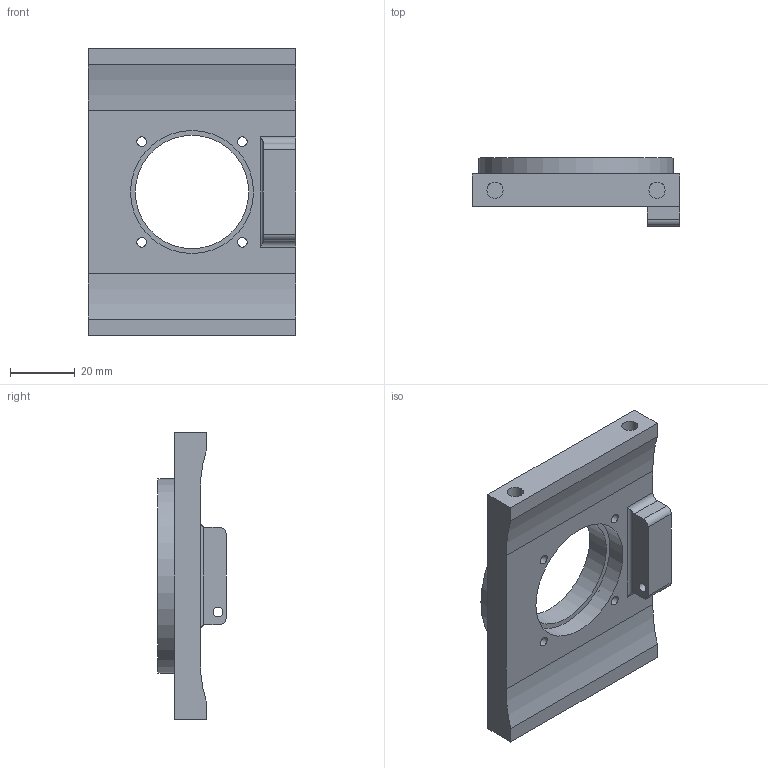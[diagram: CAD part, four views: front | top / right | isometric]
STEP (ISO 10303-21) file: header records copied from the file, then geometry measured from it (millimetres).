
FILE_DESCRIPTION(/* description */ (''),/* implementation_level */ '2;1');
FILE_NAME(/* name */ 'Nosilec_mot_lite.stp',/* time_stamp */ '2021-10-28T09:52:52+02:00',/* author */ ('Teo'),/* organization */ (''),/* preprocessor_version */ 'ST-DEVELOPER v18.1',/* originating_system */ 'Autodesk Inventor 2022',/* authorisation */ '');
FILE_SCHEMA (('AUTOMOTIVE_DESIGN { 1 0 10303 214 3 1 1 }'));
Length unit declared in the file: millimetre
Products named in the file (1): Nosilec_mot_lite
Bounding box: 64 x 21 x 88.5 mm (x, y, z)
Volume: 48147.9 mm3; surface area: 17698.6 mm2
Topology: 1 solids, 1 shells, 999 faces, 2688 edges, 1792 vertices
Faces by surface type: plane 495, bspline 480, cylinder 24
Full cylindrical faces by diameter (mm): 3 x6, 5 x4, 5.5 x4, 35 x1, 38 x1, 60 x1
Entity records: 33607 total; most frequent: CARTESIAN_POINT 11738, ORIENTED_EDGE 5376, DIRECTION 2812, EDGE_CURVE 2688, VERTEX_POINT 1792, LINE 1680, VECTOR 1680, EDGE_LOOP 1112
